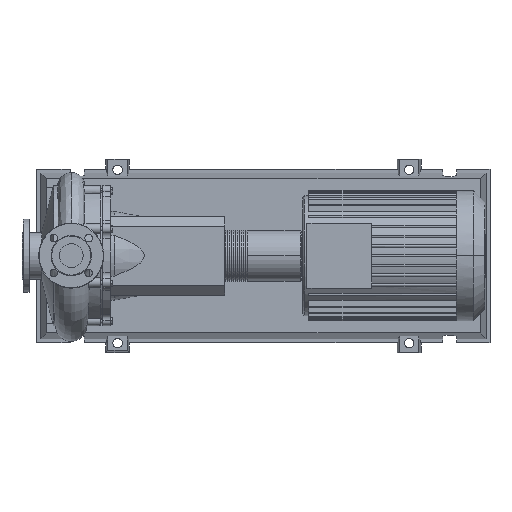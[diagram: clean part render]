
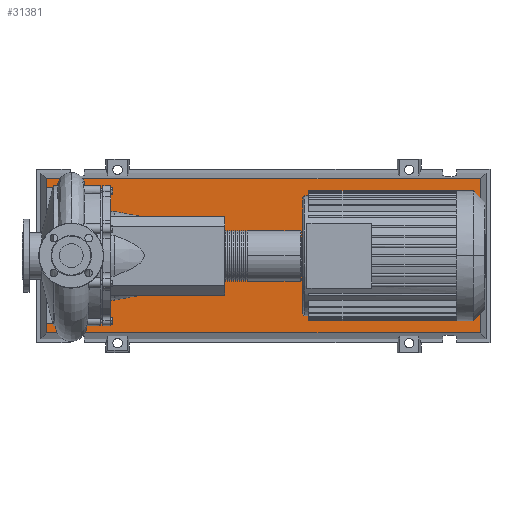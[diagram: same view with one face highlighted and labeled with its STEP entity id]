
A CAD part, top view. The second image highlights one B-rep face of the part: STEP entity #31381.
In plain terms, the highlighted planar face has unit normal (0, 0, 1).
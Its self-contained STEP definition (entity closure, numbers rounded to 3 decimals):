
#31062=CARTESIAN_POINT('',(1037.971,-195.471,103.0));
#31063=VERTEX_POINT('',#31062);
#31070=CARTESIAN_POINT('',(-62.971,-195.471,103.0));
#31071=VERTEX_POINT('',#31070);
#31072=CARTESIAN_POINT('',(1037.971,-195.471,103.0));
#31073=DIRECTION('',(-1.0,0.0,0.0));
#31074=VECTOR('',#31073,1100.941);
#31075=LINE('',#31072,#31074);
#31076=EDGE_CURVE('',#31063,#31071,#31075,.T.);
#31294=CARTESIAN_POINT('',(1037.971,195.471,103.0));
#31295=VERTEX_POINT('',#31294);
#31296=CARTESIAN_POINT('',(1037.971,195.471,103.0));
#31297=DIRECTION('',(0.0,-1.0,0.0));
#31298=VECTOR('',#31297,390.941);
#31299=LINE('',#31296,#31298);
#31300=EDGE_CURVE('',#31295,#31063,#31299,.T.);
#31318=CARTESIAN_POINT('',(-62.971,195.471,103.0));
#31319=VERTEX_POINT('',#31318);
#31320=CARTESIAN_POINT('',(-62.971,-195.471,103.0));
#31321=DIRECTION('',(0.0,1.0,0.0));
#31322=VECTOR('',#31321,390.941);
#31323=LINE('',#31320,#31322);
#31324=EDGE_CURVE('',#31071,#31319,#31323,.T.);
#31357=CARTESIAN_POINT('',(-62.971,195.471,103.0));
#31358=DIRECTION('',(1.0,0.0,0.0));
#31359=VECTOR('',#31358,1100.941);
#31360=LINE('',#31357,#31359);
#31361=EDGE_CURVE('',#31319,#31295,#31360,.T.);
#31370=CARTESIAN_POINT('',(487.5,0.,103.0));
#31371=DIRECTION('',(0.0,0.0,1.0));
#31372=DIRECTION('',(1.0,0.0,0.0));
#31373=AXIS2_PLACEMENT_3D('',#31370,#31371,#31372);
#31374=PLANE('',#31373);
#31375=ORIENTED_EDGE('',*,*,#31300,.F.);
#31376=ORIENTED_EDGE('',*,*,#31361,.F.);
#31377=ORIENTED_EDGE('',*,*,#31324,.F.);
#31378=ORIENTED_EDGE('',*,*,#31076,.F.);
#31379=EDGE_LOOP('',(#31375,#31376,#31377,#31378));
#31380=FACE_OUTER_BOUND('',#31379,.T.);
#31381=ADVANCED_FACE('',(#31380),#31374,.T.);
